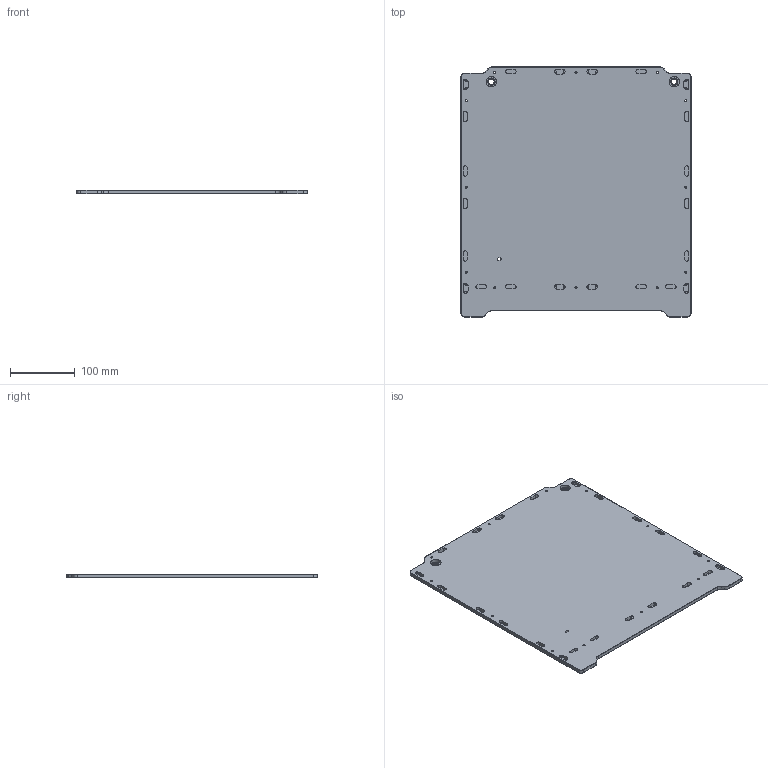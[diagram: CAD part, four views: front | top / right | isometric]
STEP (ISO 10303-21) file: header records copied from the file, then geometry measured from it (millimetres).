
FILE_DESCRIPTION (( 'STEP AP214' ), '1' );
FILE_NAME ('1233-B2P-B.STEP', '2013-11-18T22:19:27', ( '3DAssist' ), ( '' ), 'SwSTEP 2.0', 'SolidWorks 2013', '' );
FILE_SCHEMA (( 'AUTOMOTIVE_DESIGN' ));
Length unit declared in the file: millimetre
Products named in the file (1): 1233-B2P-B
Bounding box: 357 x 388 x 6 mm (x, y, z)
Volume: 797345.8 mm3; surface area: 282595.4 mm2
Topology: 1 solids, 1 shells, 274 faces, 660 edges, 414 vertices
Faces by surface type: plane 142, cylinder 108, cone 24
Full cylindrical faces by diameter (mm): 3.2 x12, 8.5 x2, 11.5 x2, 16 x2
Entity records: 7926 total; most frequent: DIRECTION 1430, CARTESIAN_POINT 1327, ORIENTED_EDGE 1280, EDGE_CURVE 640, AXIS2_PLACEMENT_3D 515, VERTEX_POINT 412, VECTOR 400, LINE 400
